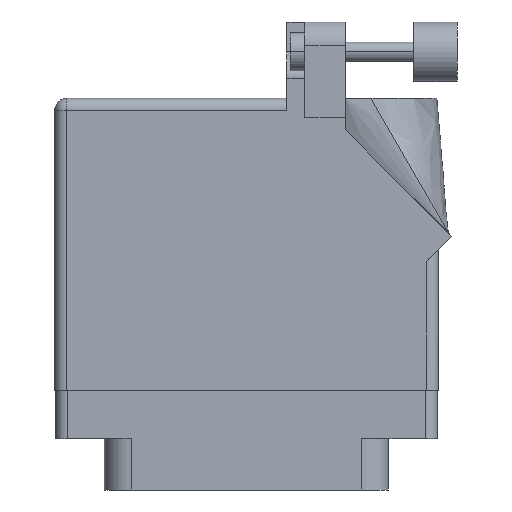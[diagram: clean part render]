
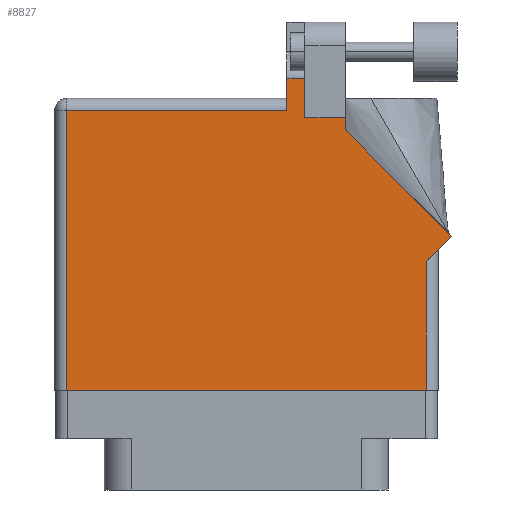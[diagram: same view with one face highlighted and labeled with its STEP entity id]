
A CAD part, front view. The second image highlights one B-rep face of the part: STEP entity #8827.
In plain terms, the highlighted face is planar.
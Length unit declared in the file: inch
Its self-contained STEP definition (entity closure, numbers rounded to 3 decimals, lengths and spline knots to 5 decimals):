
#91 = CARTESIAN_POINT ( 'NONE',  ( 0.212, 1.368, 0.455 ) ) ;
#534 = EDGE_CURVE ( 'NONE', #32978, #29170, #33488, .T. ) ;
#1082 = ORIENTED_EDGE ( 'NONE', *, *, #9231, .T. ) ;
#2564 = EDGE_CURVE ( 'NONE', #24721, #4583, #13303, .T. ) ;
#2752 = CARTESIAN_POINT ( 'NONE',  ( 0.306, 1.33, 0.455 ) ) ;
#3279 = VERTEX_POINT ( 'NONE', #8519 ) ;
#4131 = ORIENTED_EDGE ( 'NONE', *, *, #38306, .T. ) ;
#4334 = LINE ( 'NONE', #6230, #21913 ) ;
#4583 = VERTEX_POINT ( 'NONE', #13102 ) ;
#4808 = EDGE_CURVE ( 'NONE', #6155, #24721, #5748, .T. ) ;
#5748 = LINE ( 'NONE', #21660, #24291 ) ;
#6155 = VERTEX_POINT ( 'NONE', #30858 ) ;
#6187 = CARTESIAN_POINT ( 'NONE',  ( 0.306, 1.5315, 0.455 ) ) ;
#6230 = CARTESIAN_POINT ( 'NONE',  ( 1.005, 0.637, 0.455 ) ) ;
#6949 = LINE ( 'NONE', #33397, #14287 ) ;
#7103 = VECTOR ( 'NONE', #35269, 39.37008 ) ;
#8349 = CARTESIAN_POINT ( 'NONE',  ( 0.943, 0.637, 0.455 ) ) ;
#8519 = CARTESIAN_POINT ( 'NONE',  ( -0.943, 1.368, 0.455 ) ) ;
#8827 = ADVANCED_FACE ( 'NONE', ( #24399 ), #9609, .F. ) ;
#9108 = CARTESIAN_POINT ( 'NONE',  ( 0.943, 0.575, 0.455 ) ) ;
#9231 = EDGE_CURVE ( 'NONE', #14703, #6155, #4334, .T. ) ;
#9609 = PLANE ( 'NONE',  #13428 ) ;
#10569 = EDGE_CURVE ( 'NONE', #12385, #30984, #38297, .T. ) ;
#11140 = LINE ( 'NONE', #11340, #37957 ) ;
#11242 = ORIENTED_EDGE ( 'NONE', *, *, #10569, .T. ) ;
#11340 = CARTESIAN_POINT ( 'NONE',  ( 0.519, 1.33, 0.455 ) ) ;
#11631 = ORIENTED_EDGE ( 'NONE', *, *, #34468, .T. ) ;
#12094 = ORIENTED_EDGE ( 'NONE', *, *, #2564, .T. ) ;
#12385 = VERTEX_POINT ( 'NONE', #12940 ) ;
#12469 = DIRECTION ( 'NONE',  ( -1., 0., 0. ) ) ;
#12610 = EDGE_CURVE ( 'NONE', #3279, #12385, #27460, .T. ) ;
#12940 = CARTESIAN_POINT ( 'NONE',  ( -0.943, -0.1, 0.455 ) ) ;
#13102 = CARTESIAN_POINT ( 'NONE',  ( 0.519, 1.33, 0.455 ) ) ;
#13303 = LINE ( 'NONE', #35461, #19664 ) ;
#13428 = AXIS2_PLACEMENT_3D ( 'NONE', #28526, #31665, #34823 ) ;
#14287 = VECTOR ( 'NONE', #14744, 39.37008 ) ;
#14703 = VERTEX_POINT ( 'NONE', #9108 ) ;
#14744 = DIRECTION ( 'NONE',  ( 0., -1., 0. ) ) ;
#15287 = VECTOR ( 'NONE', #12469, 39.37008 ) ;
#16588 = CARTESIAN_POINT ( 'NONE',  ( -0.943, -0.1, 0.455 ) ) ;
#17429 = VECTOR ( 'NONE', #33451, 39.37008 ) ;
#18493 = CARTESIAN_POINT ( 'NONE',  ( 0.63677, 1.5315, 0.455 ) ) ;
#19605 = VERTEX_POINT ( 'NONE', #26858 ) ;
#19664 = VECTOR ( 'NONE', #29710, 39.37008 ) ;
#19670 = CARTESIAN_POINT ( 'NONE',  ( 0.519, 1.26442, 0.455 ) ) ;
#20965 = DIRECTION ( 'NONE',  ( 0., 1., 0. ) ) ;
#21031 = CARTESIAN_POINT ( 'NONE',  ( -1.005, 1.368, 0.455 ) ) ;
#21143 = VECTOR ( 'NONE', #31979, 39.37008 ) ;
#21660 = CARTESIAN_POINT ( 'NONE',  ( 1.07571, 0.70771, 0.455 ) ) ;
#21913 = VECTOR ( 'NONE', #24384, 39.37008 ) ;
#22183 = ORIENTED_EDGE ( 'NONE', *, *, #32808, .T. ) ;
#23048 = VERTEX_POINT ( 'NONE', #91 ) ;
#23431 = CARTESIAN_POINT ( 'NONE',  ( 0.943, -0.1, 0.455 ) ) ;
#23956 = CARTESIAN_POINT ( 'NONE',  ( 0.306, 1.33, 0.455 ) ) ;
#24291 = VECTOR ( 'NONE', #33908, 39.37008 ) ;
#24384 = DIRECTION ( 'NONE',  ( 0.707, 0.707, 0. ) ) ;
#24399 = FACE_OUTER_BOUND ( 'NONE', #35750, .T. ) ;
#24721 = VERTEX_POINT ( 'NONE', #19670 ) ;
#25170 = ORIENTED_EDGE ( 'NONE', *, *, #534, .T. ) ;
#25207 = VECTOR ( 'NONE', #20965, 39.37008 ) ;
#25982 = LINE ( 'NONE', #18493, #15287 ) ;
#26408 = ORIENTED_EDGE ( 'NONE', *, *, #28993, .T. ) ;
#26752 = DIRECTION ( 'NONE',  ( -1., 0., 0. ) ) ;
#26816 = ORIENTED_EDGE ( 'NONE', *, *, #4808, .T. ) ;
#26858 = CARTESIAN_POINT ( 'NONE',  ( 0.212, 1.5315, 0.455 ) ) ;
#27111 = EDGE_CURVE ( 'NONE', #23048, #3279, #30261, .T. ) ;
#27151 = DIRECTION ( 'NONE',  ( -1., 0., 0. ) ) ;
#27460 = LINE ( 'NONE', #16588, #21143 ) ;
#28526 = CARTESIAN_POINT ( 'NONE',  ( -1.005, 1.43, 0.455 ) ) ;
#28993 = EDGE_CURVE ( 'NONE', #30984, #14703, #40369, .T. ) ;
#29170 = VERTEX_POINT ( 'NONE', #6187 ) ;
#29710 = DIRECTION ( 'NONE',  ( 0., 1., 0. ) ) ;
#30261 = LINE ( 'NONE', #21031, #40100 ) ;
#30858 = CARTESIAN_POINT ( 'NONE',  ( 1.07571, 0.70771, 0.455 ) ) ;
#30984 = VERTEX_POINT ( 'NONE', #23431 ) ;
#31584 = CARTESIAN_POINT ( 'NONE',  ( -1.005, -0.1, 0.455 ) ) ;
#31665 = DIRECTION ( 'NONE',  ( 0., 0., -1. ) ) ;
#31979 = DIRECTION ( 'NONE',  ( 0., -1., 0. ) ) ;
#32808 = EDGE_CURVE ( 'NONE', #4583, #32978, #11140, .T. ) ;
#32978 = VERTEX_POINT ( 'NONE', #2752 ) ;
#33244 = ORIENTED_EDGE ( 'NONE', *, *, #27111, .T. ) ;
#33397 = CARTESIAN_POINT ( 'NONE',  ( 0.212, 1.43, 0.455 ) ) ;
#33451 = DIRECTION ( 'NONE',  ( 0., 1., 0. ) ) ;
#33488 = LINE ( 'NONE', #23956, #25207 ) ;
#33908 = DIRECTION ( 'NONE',  ( -0.707, 0.707, 0. ) ) ;
#34468 = EDGE_CURVE ( 'NONE', #29170, #19605, #25982, .T. ) ;
#34823 = DIRECTION ( 'NONE',  ( -1., 0., 0. ) ) ;
#35269 = DIRECTION ( 'NONE',  ( 1., 0., 0. ) ) ;
#35461 = CARTESIAN_POINT ( 'NONE',  ( 0.519, 1.26442, 0.455 ) ) ;
#35750 = EDGE_LOOP ( 'NONE', ( #25170, #11631, #4131, #33244, #36025, #11242, #26408, #1082, #26816, #12094, #22183 ) ) ;
#36025 = ORIENTED_EDGE ( 'NONE', *, *, #12610, .T. ) ;
#37957 = VECTOR ( 'NONE', #26752, 39.37008 ) ;
#38297 = LINE ( 'NONE', #31584, #7103 ) ;
#38306 = EDGE_CURVE ( 'NONE', #19605, #23048, #6949, .T. ) ;
#40100 = VECTOR ( 'NONE', #27151, 39.37008 ) ;
#40369 = LINE ( 'NONE', #8349, #17429 ) ;
